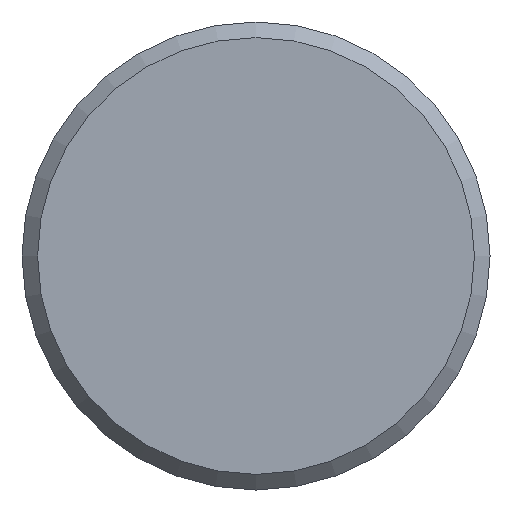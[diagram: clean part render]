
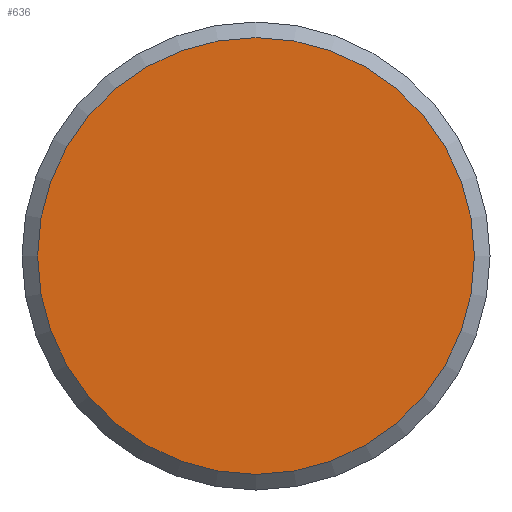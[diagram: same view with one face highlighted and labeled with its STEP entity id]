
A CAD part, front view. The second image highlights one B-rep face of the part: STEP entity #636.
In plain terms, the highlighted planar face has unit normal (0, -1, 0).
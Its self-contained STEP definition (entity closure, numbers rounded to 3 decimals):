
#35=PLANE('',#707);
#58=FACE_OUTER_BOUND('',#99,.T.);
#99=EDGE_LOOP('',(#432));
#213=CIRCLE('',#708,14.);
#270=VERTEX_POINT('',#1043);
#334=EDGE_CURVE('',#270,#270,#213,.T.);
#432=ORIENTED_EDGE('',*,*,#334,.T.);
#636=ADVANCED_FACE('',(#58),#35,.T.);
#707=AXIS2_PLACEMENT_3D('',#1042,#827,#828);
#708=AXIS2_PLACEMENT_3D('',#1044,#829,#830);
#827=DIRECTION('center_axis',(0.,-1.,0.));
#828=DIRECTION('ref_axis',(0.,0.,-1.));
#829=DIRECTION('center_axis',(0.,-1.,0.));
#830=DIRECTION('ref_axis',(1.,0.,0.));
#1042=CARTESIAN_POINT('Origin',(7.,-1.,0.));
#1043=CARTESIAN_POINT('',(-14.,-1.,0.));
#1044=CARTESIAN_POINT('Origin',(0.,-1.,0.));
